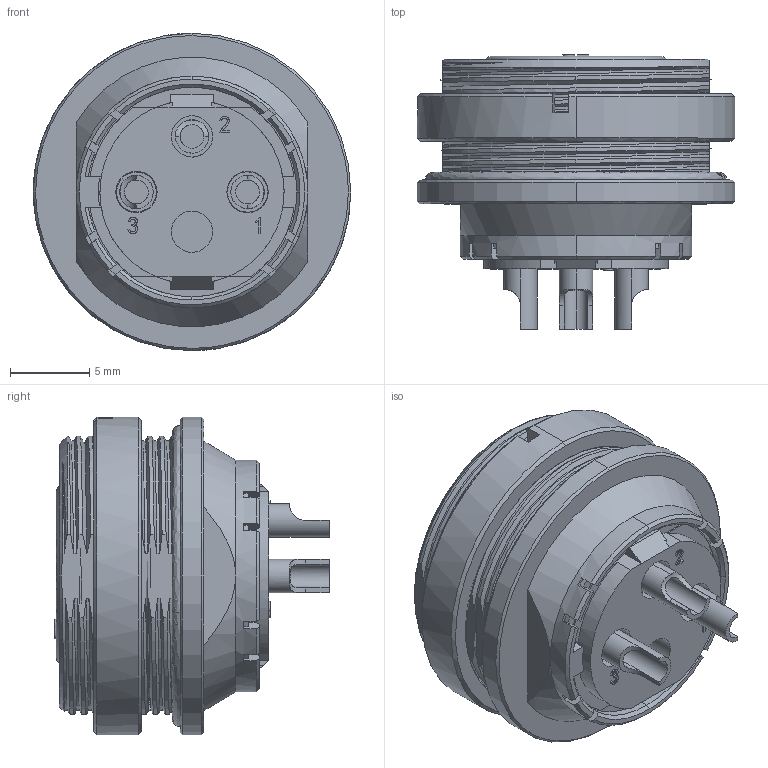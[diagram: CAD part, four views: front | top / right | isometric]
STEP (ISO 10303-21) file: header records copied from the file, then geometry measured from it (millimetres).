
FILE_DESCRIPTION (( 'STEP AP203' ), '1' );
FILE_NAME ('P300-3P.STEP', '2020-12-02T01:30:29', ( 'edpusr' ), ( 'Microsoft' ), 'SwSTEP 2.0', 'SolidWorks 2015', '' );
FILE_SCHEMA (( 'CONFIG_CONTROL_DESIGN' ));
Length unit declared in the file: millimetre
Products named in the file (1): P300-3P
Bounding box: 20 x 17.3 x 20 mm (x, y, z)
Surface area: 3377.4 mm2 (no closed solid volume)
Topology: 0 solids, 2 shells, 478 faces, 1434 edges, 949 vertices
Faces by surface type: cylinder 157, plane 152, bspline 124, cone 45
Entity records: 55704 total; most frequent: CARTESIAN_POINT 44692, ORIENTED_EDGE 2858, DIRECTION 1544, EDGE_CURVE 1433, VERTEX_POINT 948, VECTOR 596, LINE 596, EDGE_LOOP 507
